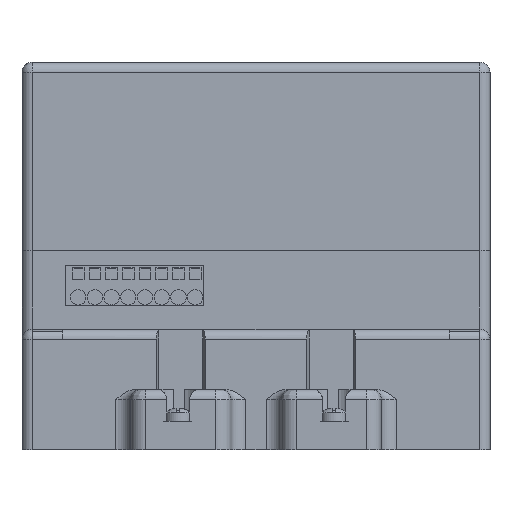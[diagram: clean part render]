
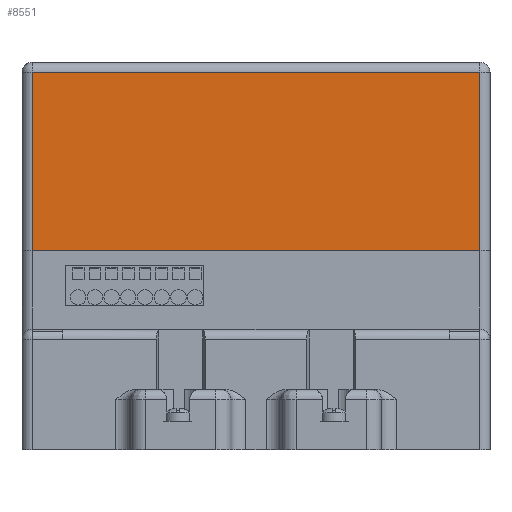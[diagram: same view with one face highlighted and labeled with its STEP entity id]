
A CAD part, front view. The second image highlights one B-rep face of the part: STEP entity #8551.
In plain terms, the highlighted planar face has unit normal (0, -1, 0).
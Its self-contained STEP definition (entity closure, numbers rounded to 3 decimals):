
#7210=DIRECTION('',(0.,0.,-1.));
#7211=VECTOR('',#7210,53.3);
#7212=CARTESIAN_POINT('',(142.4,27.317,105.362));
#7213=LINE('',#7212,#7211);
#7217=DIRECTION('',(1.,0.,0.));
#7218=VECTOR('',#7217,134.);
#7219=CARTESIAN_POINT('',(142.4,27.317,105.362));
#7220=LINE('',#7219,#7218);
#7224=DIRECTION('',(0.,0.,-1.));
#7225=VECTOR('',#7224,53.3);
#7226=CARTESIAN_POINT('',(276.4,27.317,105.362));
#7227=LINE('',#7226,#7225);
#7231=DIRECTION('',(-1.,0.,0.));
#7232=VECTOR('',#7231,134.);
#7233=CARTESIAN_POINT('',(276.4,27.317,52.062));
#7234=LINE('',#7233,#7232);
#8094=CARTESIAN_POINT('',(142.4,27.317,52.062));
#8096=VERTEX_POINT('',#8094);
#8098=CARTESIAN_POINT('',(142.4,27.317,105.362));
#8099=VERTEX_POINT('',#8098);
#8100=CARTESIAN_POINT('',(276.4,27.317,105.362));
#8101=VERTEX_POINT('',#8100);
#8105=CARTESIAN_POINT('',(276.4,27.317,52.062));
#8107=VERTEX_POINT('',#8105);
#8538=CARTESIAN_POINT('',(139.4,27.317,108.362));
#8539=DIRECTION('',(0.,-1.,0.));
#8540=DIRECTION('',(1.,0.,0.));
#8541=AXIS2_PLACEMENT_3D('',#8538,#8539,#8540);
#8542=PLANE('',#8541);
#8543=ORIENTED_EDGE('',*,*,#8497,.F.);
#8545=ORIENTED_EDGE('',*,*,#8544,.T.);
#8547=ORIENTED_EDGE('',*,*,#8546,.T.);
#8548=ORIENTED_EDGE('',*,*,#8515,.T.);
#8549=EDGE_LOOP('',(#8543,#8545,#8547,#8548));
#8550=FACE_OUTER_BOUND('',#8549,.F.);
#8497=EDGE_CURVE('',#8099,#8096,#7213,.T.);
#8515=EDGE_CURVE('',#8107,#8096,#7234,.T.);
#8544=EDGE_CURVE('',#8099,#8101,#7220,.T.);
#8546=EDGE_CURVE('',#8101,#8107,#7227,.T.);
#8551=ADVANCED_FACE('',(#8550),#8542,.T.);
